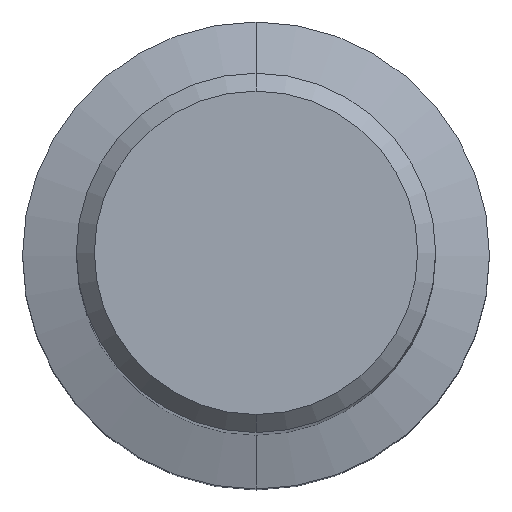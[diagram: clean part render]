
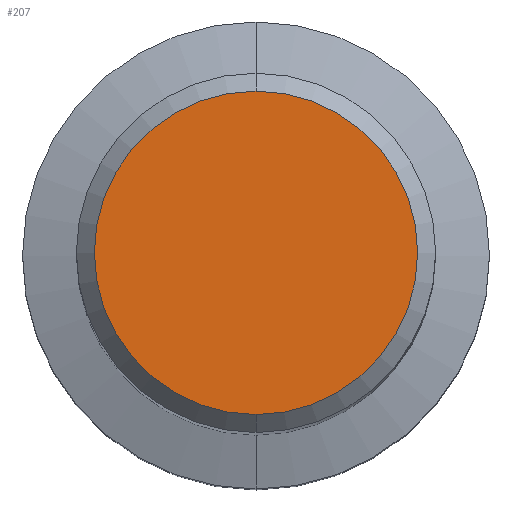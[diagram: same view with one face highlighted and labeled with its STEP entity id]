
A CAD part, top view. The second image highlights one B-rep face of the part: STEP entity #207.
In plain terms, the highlighted planar face has unit normal (0, 0, 1).
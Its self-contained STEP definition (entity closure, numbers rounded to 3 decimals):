
#207=ADVANCED_FACE('',(#564),#565,.T.);
#323=EDGE_CURVE('',#427,#379,#697,.T.);
#339=EDGE_CURVE('',#379,#427,#713,.T.);
#379=VERTEX_POINT('',#756);
#427=VERTEX_POINT('',#813);
#564=FACE_OUTER_BOUND('',#975,.T.);
#565=PLANE('',#976);
#697=CIRCLE('',#1185,9.0);
#713=CIRCLE('',#1271,9.0);
#756=CARTESIAN_POINT('',(0.0,9.0,0.0));
#813=CARTESIAN_POINT('',(0.,-9.0,0.0));
#975=EDGE_LOOP('',(#1723,#1724));
#976=AXIS2_PLACEMENT_3D('',#1725,#1726,#1727);
#1185=AXIS2_PLACEMENT_3D('',#1913,#1914,#1915);
#1271=AXIS2_PLACEMENT_3D('',#1922,#1923,#1924);
#1723=ORIENTED_EDGE('',*,*,#339,.F.);
#1724=ORIENTED_EDGE('',*,*,#323,.F.);
#1725=CARTESIAN_POINT('',(0.0,4.5,0.0));
#1726=DIRECTION('',(-0.0,0.0,1.0));
#1727=DIRECTION('',(0.0,-1.0,0.0));
#1913=CARTESIAN_POINT('',(0.0,0.0,0.0));
#1914=DIRECTION('',(0.0,0.0,-1.0));
#1915=DIRECTION('',(0.0,1.0,0.0));
#1922=CARTESIAN_POINT('',(0.0,0.0,0.0));
#1923=DIRECTION('',(0.0,0.0,-1.0));
#1924=DIRECTION('',(0.0,1.0,0.0));
